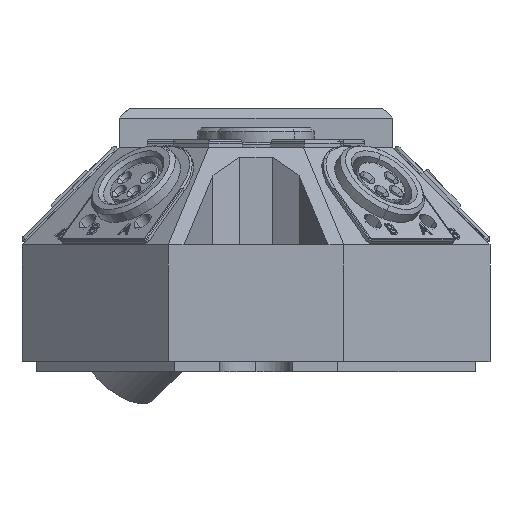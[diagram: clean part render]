
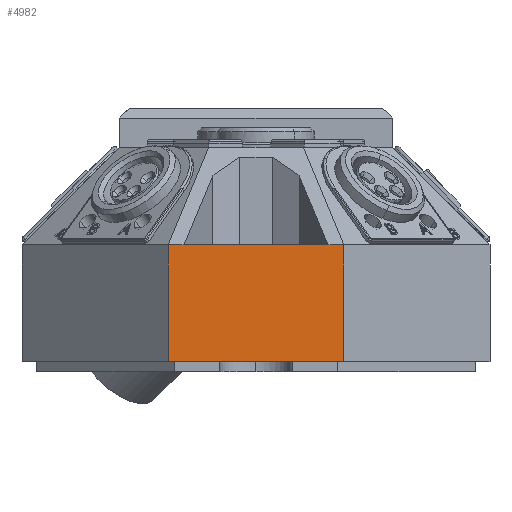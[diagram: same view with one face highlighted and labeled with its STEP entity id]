
A CAD part, front view. The second image highlights one B-rep face of the part: STEP entity #4982.
In plain terms, the highlighted free-form (B-spline) face has degree [1, 1] with [2, 2] control points.
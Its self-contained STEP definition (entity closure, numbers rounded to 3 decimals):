
#2560=CARTESIAN_POINT('Vertex',(15.,0.,12.)) ;
#2859=CARTESIAN_POINT('Vertex',(15.,0.,0.)) ;
#2863=CARTESIAN_POINT('Control Point',(15.,0.,0.)) ;
#2864=CARTESIAN_POINT('Control Point',(15.,0.,12.)) ;
#2879=CARTESIAN_POINT('Control Point',(15.,0.,12.)) ;
#2880=CARTESIAN_POINT('Control Point',(16.624,0.,12.)) ;
#2881=CARTESIAN_POINT('Vertex',(16.624,0.,12.)) ;
#2911=CARTESIAN_POINT('Vertex',(31.376,0.,12.)) ;
#2915=CARTESIAN_POINT('Control Point',(31.376,0.,12.)) ;
#2916=CARTESIAN_POINT('Control Point',(33.,0.,12.)) ;
#2917=CARTESIAN_POINT('Vertex',(33.,0.,12.)) ;
#4691=CARTESIAN_POINT('Vertex',(33.,0.,0.)) ;
#4695=CARTESIAN_POINT('Control Point',(15.,0.,0.)) ;
#4696=CARTESIAN_POINT('Control Point',(33.,0.,0.)) ;
#4962=CARTESIAN_POINT('Control Point',(33.,0.,0.)) ;
#4963=CARTESIAN_POINT('Control Point',(15.,0.,0.)) ;
#4964=CARTESIAN_POINT('Control Point',(33.,0.,12.)) ;
#4965=CARTESIAN_POINT('Control Point',(15.,0.,12.)) ;
#4967=CARTESIAN_POINT('Control Point',(33.,0.,0.)) ;
#4968=CARTESIAN_POINT('Control Point',(33.,0.,12.)) ;
#4971=CARTESIAN_POINT('Control Point',(31.376,0.,12.)) ;
#4972=CARTESIAN_POINT('Control Point',(16.624,0.,12.)) ;
#4975=ORIENTED_EDGE('',*,*,#2883,.T.) ;
#4976=ORIENTED_EDGE('',*,*,#2865,.T.) ;
#4977=ORIENTED_EDGE('',*,*,#4697,.F.) ;
#4978=ORIENTED_EDGE('',*,*,#4969,.T.) ;
#4979=ORIENTED_EDGE('',*,*,#2919,.T.) ;
#4980=ORIENTED_EDGE('',*,*,#4973,.T.) ;
#4982=ADVANCED_FACE('Gehaeuse SAI M8 F.1\\Hauptk\X2\00F6\X0\rper',(#4981),#4961,.T.) ;
#2862=B_SPLINE_CURVE_WITH_KNOTS('',1,(#2863,#2864),.UNSPECIFIED.,.F.,.U.,(2,2),(0.,12.),.UNSPECIFIED.) ;
#2878=B_SPLINE_CURVE_WITH_KNOTS('',1,(#2879,#2880),.UNSPECIFIED.,.F.,.U.,(2,2),(0.,1.624),.UNSPECIFIED.) ;
#2914=B_SPLINE_CURVE_WITH_KNOTS('',1,(#2915,#2916),.UNSPECIFIED.,.F.,.U.,(2,2),(16.376,18.),.UNSPECIFIED.) ;
#4694=B_SPLINE_CURVE_WITH_KNOTS('',1,(#4695,#4696),.UNSPECIFIED.,.F.,.U.,(2,2),(15.,33.),.UNSPECIFIED.) ;
#4966=B_SPLINE_CURVE_WITH_KNOTS('',1,(#4967,#4968),.UNSPECIFIED.,.F.,.U.,(2,2),(0.,12.),.UNSPECIFIED.) ;
#4970=B_SPLINE_CURVE_WITH_KNOTS('',1,(#4971,#4972),.UNSPECIFIED.,.F.,.U.,(2,2),(1.624,16.376),.UNSPECIFIED.) ;
#4961=B_SPLINE_SURFACE_WITH_KNOTS('',1,1,((#4962,#4963),(#4964,#4965)),.UNSPECIFIED.,.F.,.F.,.U.,(2,2),(2,2),(0.,12.),(0.,18.),.UNSPECIFIED.) ;
#2865=EDGE_CURVE('',#2561,#2860,#2862,.F.) ;
#2883=EDGE_CURVE('',#2882,#2561,#2878,.F.) ;
#2919=EDGE_CURVE('',#2918,#2912,#2914,.F.) ;
#4697=EDGE_CURVE('',#4692,#2860,#4694,.F.) ;
#4969=EDGE_CURVE('',#4692,#2918,#4966,.T.) ;
#4973=EDGE_CURVE('',#2912,#2882,#4970,.T.) ;
#4974=EDGE_LOOP('',(#4975,#4976,#4977,#4978,#4979,#4980)) ;
#4981=FACE_OUTER_BOUND('',#4974,.T.) ;
#2561=VERTEX_POINT('',#2560) ;
#2860=VERTEX_POINT('',#2859) ;
#2882=VERTEX_POINT('',#2881) ;
#2912=VERTEX_POINT('',#2911) ;
#2918=VERTEX_POINT('',#2917) ;
#4692=VERTEX_POINT('',#4691) ;
